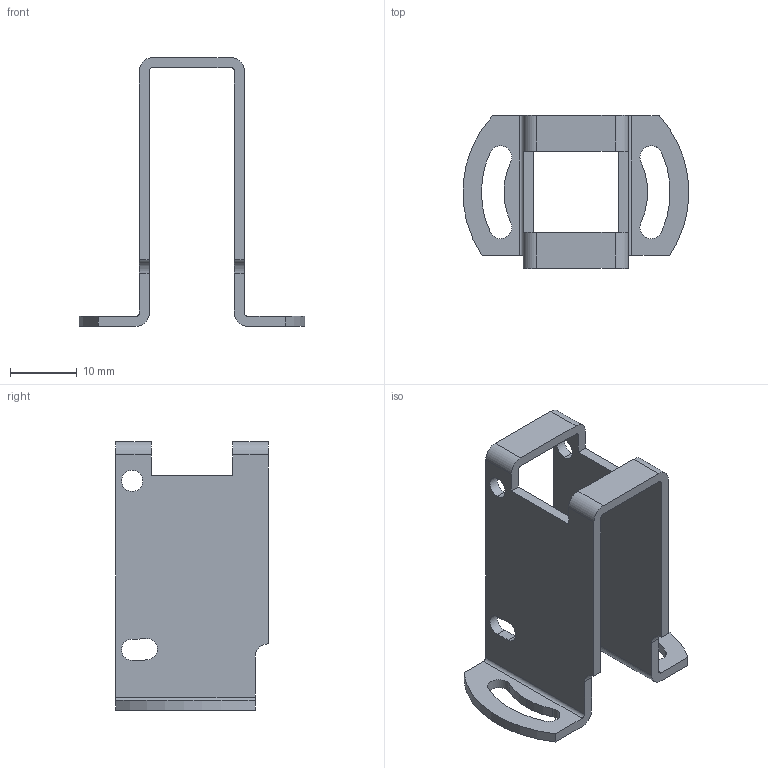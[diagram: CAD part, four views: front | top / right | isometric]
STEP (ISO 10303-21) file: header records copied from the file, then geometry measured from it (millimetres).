
FILE_DESCRIPTION (( 'STEP AP214' ), '1' );
FILE_NAME ('ST103.step', '2018-04-12T21:16:04', ( '' ), ( '' ), 'SwSTEP 2.0', 'SolidWorks 2017', '' );
FILE_SCHEMA (( 'AUTOMOTIVE_DESIGN' ));
Length unit declared in the file: inch
Products named in the file (1): ST103
Bounding box: 33.95 x 23 x 40.4 mm (x, y, z)
Volume: 2989.9 mm3; surface area: 4638.5 mm2
Topology: 1 solids, 1 shells, 61 faces, 183 edges, 122 vertices
Faces by surface type: cylinder 41, plane 20
Entity records: 2167 total; most frequent: DIRECTION 389, CARTESIAN_POINT 367, ORIENTED_EDGE 366, EDGE_CURVE 183, AXIS2_PLACEMENT_3D 144, VERTEX_POINT 122, LINE 101, VECTOR 101
